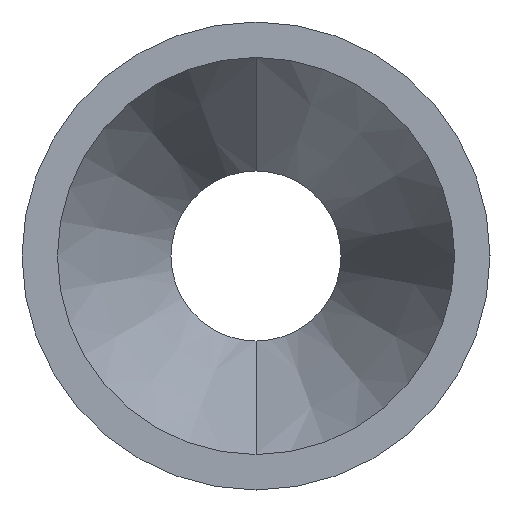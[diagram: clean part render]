
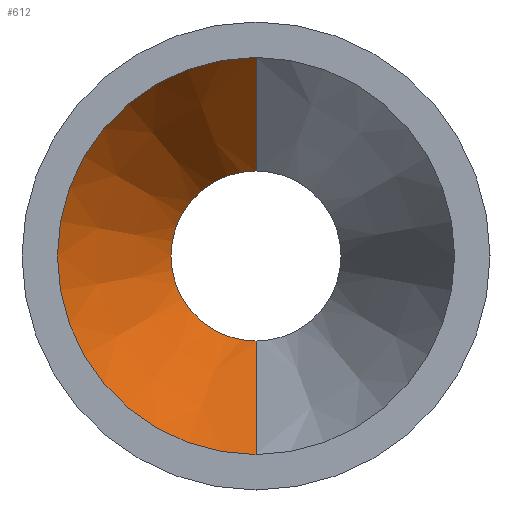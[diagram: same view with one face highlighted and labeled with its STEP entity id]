
A CAD part, front view. The second image highlights one B-rep face of the part: STEP entity #612.
In plain terms, the highlighted conical face has half-angle 24.228 degrees and reference radius 1.4 mm.
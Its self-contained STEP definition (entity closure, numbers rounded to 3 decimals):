
#5 = CARTESIAN_POINT ( 'NONE',  ( 0., -3., 1.4 ) ) ;
#29 = DIRECTION ( 'NONE',  ( 0., 0., 1. ) ) ;
#45 = VERTEX_POINT ( 'NONE', #375 ) ;
#48 = CARTESIAN_POINT ( 'NONE',  ( 0., -3., -1.4 ) ) ;
#62 = ORIENTED_EDGE ( 'NONE', *, *, #468, .F. ) ;
#67 = ORIENTED_EDGE ( 'NONE', *, *, #437, .T. ) ;
#81 = CIRCLE ( 'NONE', #504, 0.6 ) ;
#93 = DIRECTION ( 'NONE',  ( 0., -1., 0. ) ) ;
#114 = VECTOR ( 'NONE', #231, 1000. ) ;
#127 = CARTESIAN_POINT ( 'NONE',  ( 0., -1.222, 0. ) ) ;
#129 = VECTOR ( 'NONE', #143, 1000. ) ;
#138 = CARTESIAN_POINT ( 'NONE',  ( 0., -3., 0. ) ) ;
#143 = DIRECTION ( 'NONE',  ( 0., -0.912, 0.41 ) ) ;
#152 = AXIS2_PLACEMENT_3D ( 'NONE', #138, #477, #29 ) ;
#155 = CARTESIAN_POINT ( 'NONE',  ( 0., -1.222, -0.6 ) ) ;
#169 = AXIS2_PLACEMENT_3D ( 'NONE', #253, #93, #249 ) ;
#171 = FACE_OUTER_BOUND ( 'NONE', #478, .T. ) ;
#193 = DIRECTION ( 'NONE',  ( 0., 0., 1. ) ) ;
#231 = DIRECTION ( 'NONE',  ( 0., -0.912, -0.41 ) ) ;
#232 = VERTEX_POINT ( 'NONE', #155 ) ;
#246 = CARTESIAN_POINT ( 'NONE',  ( 0., -3., 1.4 ) ) ;
#249 = DIRECTION ( 'NONE',  ( 0., 0., -1. ) ) ;
#253 = CARTESIAN_POINT ( 'NONE',  ( 0., -3., 0. ) ) ;
#274 = CONICAL_SURFACE ( 'NONE', #169, 1.4, 0.423 ) ;
#277 = VERTEX_POINT ( 'NONE', #5 ) ;
#375 = CARTESIAN_POINT ( 'NONE',  ( 0., -1.222, 0.6 ) ) ;
#379 = VERTEX_POINT ( 'NONE', #48 ) ;
#406 = ORIENTED_EDGE ( 'NONE', *, *, #456, .F. ) ;
#437 = EDGE_CURVE ( 'NONE', #45, #277, #546, .T. ) ;
#456 = EDGE_CURVE ( 'NONE', #379, #277, #534, .T. ) ;
#468 = EDGE_CURVE ( 'NONE', #232, #379, #608, .T. ) ;
#477 = DIRECTION ( 'NONE',  ( 0., 1., 0. ) ) ;
#478 = EDGE_LOOP ( 'NONE', ( #497, #67, #406, #62 ) ) ;
#497 = ORIENTED_EDGE ( 'NONE', *, *, #547, .T. ) ;
#504 = AXIS2_PLACEMENT_3D ( 'NONE', #127, #522, #193 ) ;
#522 = DIRECTION ( 'NONE',  ( 0., 1., 0. ) ) ;
#534 = CIRCLE ( 'NONE', #152, 1.4 ) ;
#546 = LINE ( 'NONE', #246, #129 ) ;
#547 = EDGE_CURVE ( 'NONE', #232, #45, #81, .T. ) ;
#560 = CARTESIAN_POINT ( 'NONE',  ( 0., -3., -1.4 ) ) ;
#608 = LINE ( 'NONE', #560, #114 ) ;
#612 = ADVANCED_FACE ( 'NONE', ( #171 ), #274, .F. ) ;
